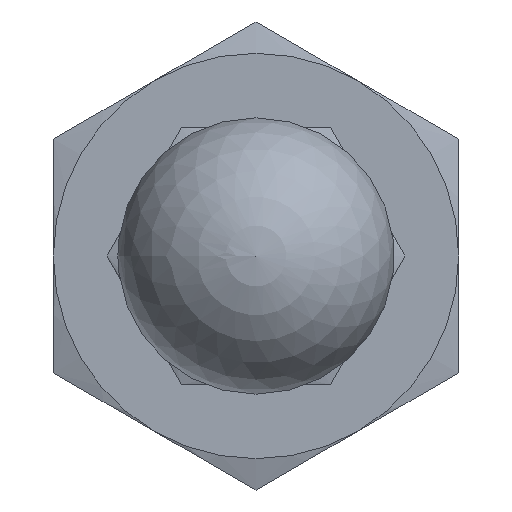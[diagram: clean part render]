
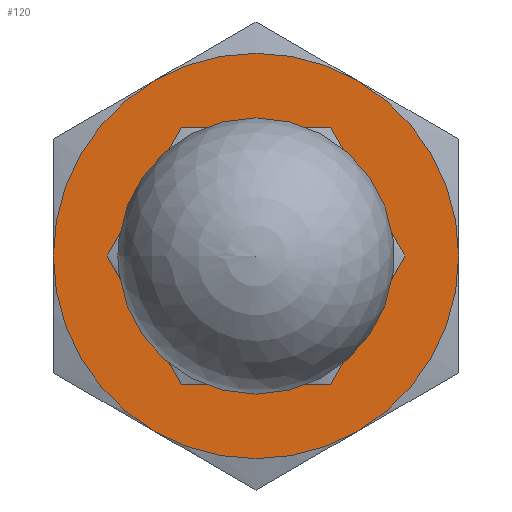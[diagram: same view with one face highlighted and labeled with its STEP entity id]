
A CAD part, left-side view. The second image highlights one B-rep face of the part: STEP entity #120.
In plain terms, the highlighted planar face has unit normal (-1, 0, 0).
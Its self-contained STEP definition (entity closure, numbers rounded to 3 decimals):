
#120 = ADVANCED_FACE( '', ( #263, #264 ), #265, .F. );
#263 = FACE_OUTER_BOUND( '', #433, .T. );
#264 = FACE_BOUND( '', #434, .T. );
#265 = PLANE( '', #435 );
#433 = EDGE_LOOP( '', ( #701, #702, #703, #704, #705, #706 ) );
#434 = EDGE_LOOP( '', ( #707 ) );
#435 = AXIS2_PLACEMENT_3D( '', #708, #709, #710 );
#701 = ORIENTED_EDGE( '', *, *, #941, .F. );
#702 = ORIENTED_EDGE( '', *, *, #921, .F. );
#703 = ORIENTED_EDGE( '', *, *, #925, .F. );
#704 = ORIENTED_EDGE( '', *, *, #950, .F. );
#705 = ORIENTED_EDGE( '', *, *, #998, .F. );
#706 = ORIENTED_EDGE( '', *, *, #947, .F. );
#707 = ORIENTED_EDGE( '', *, *, #1004, .T. );
#708 = CARTESIAN_POINT( '', ( 59., 0., 0. ) );
#709 = DIRECTION( '', ( 1., 0., 0. ) );
#710 = DIRECTION( '', ( 0., 0., -1. ) );
#921 = EDGE_CURVE( '', #1070, #1068, #1072, .T. );
#925 = EDGE_CURVE( '', #1076, #1070, #1078, .T. );
#941 = EDGE_CURVE( '', #1068, #1094, #1104, .T. );
#947 = EDGE_CURVE( '', #1094, #1081, #1113, .T. );
#950 = EDGE_CURVE( '', #1115, #1076, #1118, .T. );
#998 = EDGE_CURVE( '', #1081, #1115, #1188, .T. );
#1004 = EDGE_CURVE( '', #1195, #1195, #1196, .T. );
#1068 = VERTEX_POINT( '', #1272 );
#1070 = VERTEX_POINT( '', #1279 );
#1072 = CIRCLE( '', #1286, 11. );
#1076 = VERTEX_POINT( '', #1295 );
#1078 = CIRCLE( '', #1302, 11. );
#1081 = VERTEX_POINT( '', #1305 );
#1094 = VERTEX_POINT( '', #1340 );
#1104 = CIRCLE( '', #1376, 11. );
#1113 = CIRCLE( '', #1391, 11. );
#1115 = VERTEX_POINT( '', #1393 );
#1118 = CIRCLE( '', #1401, 11. );
#1188 = CIRCLE( '', #1547, 11. );
#1195 = VERTEX_POINT( '', #1565 );
#1196 = CIRCLE( '', #1566, 7. );
#1272 = CARTESIAN_POINT( '', ( 59., 11., 0. ) );
#1279 = CARTESIAN_POINT( '', ( 59., 5.5, -9.526 ) );
#1286 = AXIS2_PLACEMENT_3D( '', #1687, #1688, #1689 );
#1295 = CARTESIAN_POINT( '', ( 59., -5.5, -9.526 ) );
#1302 = AXIS2_PLACEMENT_3D( '', #1690, #1691, #1692 );
#1305 = CARTESIAN_POINT( '', ( 59., -5.5, 9.526 ) );
#1340 = CARTESIAN_POINT( '', ( 59., 5.5, 9.526 ) );
#1376 = AXIS2_PLACEMENT_3D( '', #1696, #1697, #1698 );
#1391 = AXIS2_PLACEMENT_3D( '', #1702, #1703, #1704 );
#1393 = CARTESIAN_POINT( '', ( 59., -11., 0. ) );
#1401 = AXIS2_PLACEMENT_3D( '', #1705, #1706, #1707 );
#1547 = AXIS2_PLACEMENT_3D( '', #1743, #1744, #1745 );
#1565 = CARTESIAN_POINT( '', ( 59., 0., -7. ) );
#1566 = AXIS2_PLACEMENT_3D( '', #1747, #1748, #1749 );
#1687 = CARTESIAN_POINT( '', ( 59., 0., 0. ) );
#1688 = DIRECTION( '', ( 1., 0., 0. ) );
#1689 = DIRECTION( '', ( 0., 0., -1. ) );
#1690 = CARTESIAN_POINT( '', ( 59., 0., 0. ) );
#1691 = DIRECTION( '', ( 1., 0., 0. ) );
#1692 = DIRECTION( '', ( 0., 0., -1. ) );
#1696 = CARTESIAN_POINT( '', ( 59., 0., 0. ) );
#1697 = DIRECTION( '', ( 1., 0., 0. ) );
#1698 = DIRECTION( '', ( 0., 0., -1. ) );
#1702 = CARTESIAN_POINT( '', ( 59., 0., 0. ) );
#1703 = DIRECTION( '', ( 1., 0., 0. ) );
#1704 = DIRECTION( '', ( 0., 0., -1. ) );
#1705 = CARTESIAN_POINT( '', ( 59., 0., 0. ) );
#1706 = DIRECTION( '', ( 1., 0., 0. ) );
#1707 = DIRECTION( '', ( 0., 0., -1. ) );
#1743 = CARTESIAN_POINT( '', ( 59., 0., 0. ) );
#1744 = DIRECTION( '', ( 1., 0., 0. ) );
#1745 = DIRECTION( '', ( 0., 0., -1. ) );
#1747 = CARTESIAN_POINT( '', ( 59., 0., 0. ) );
#1748 = DIRECTION( '', ( 1., 0., 0. ) );
#1749 = DIRECTION( '', ( 0., 0., -1. ) );
